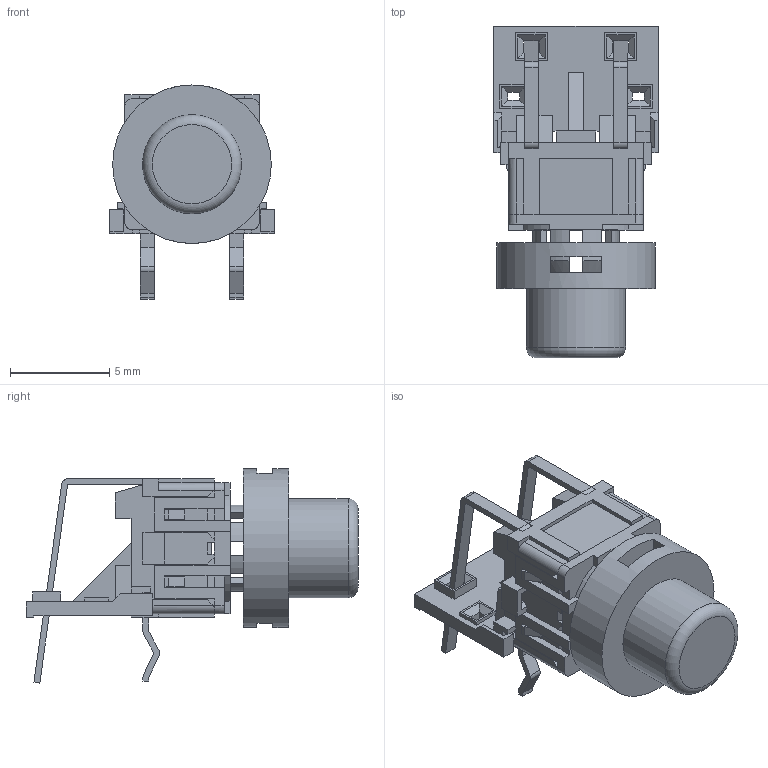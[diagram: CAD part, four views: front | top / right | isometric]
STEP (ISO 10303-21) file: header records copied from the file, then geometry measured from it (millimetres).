
FILE_DESCRIPTION(/* description */ (''),/* implementation_level */ '2;1');
FILE_NAME(/* name */ 'TL1250FxxxAQRxxx.stp',/* time_stamp */ '2025-06-04T10:36:04-05:00',/* author */ ('mroman'),/* organization */ (''),/* preprocessor_version */ 'ST-DEVELOPER v18.1',/* originating_system */ 'Autodesk Inventor 2022',/* authorisation */ '');
FILE_SCHEMA (('AUTOMOTIVE_DESIGN { 1 0 10303 214 3 1 1 }'));
Length unit declared in the file: centimetre
Products named in the file (1): TL1250FxxxAQRxxx
Bounding box: 8.3 x 16.75 x 10.8 mm (x, y, z)
Volume: 328.7 mm3; surface area: 1060.5 mm2
Topology: 1 solids, 3 shells, 687 faces, 1944 edges, 1247 vertices
Faces by surface type: plane 538, cylinder 129, torus 14, cone 5, bspline 1
Full cylindrical faces by diameter (mm): 0.75 x1, 1 x1, 1.1 x1, 1.4 x1, 3.8 x1, 4.4 x1, 4.5 x1, 5 x1, 8 x1
Entity records: 22290 total; most frequent: CARTESIAN_POINT 4066, ORIENTED_EDGE 3888, DIRECTION 3666, EDGE_CURVE 1944, LINE 1564, VECTOR 1564, VERTEX_POINT 1247, AXIS2_PLACEMENT_3D 1051
